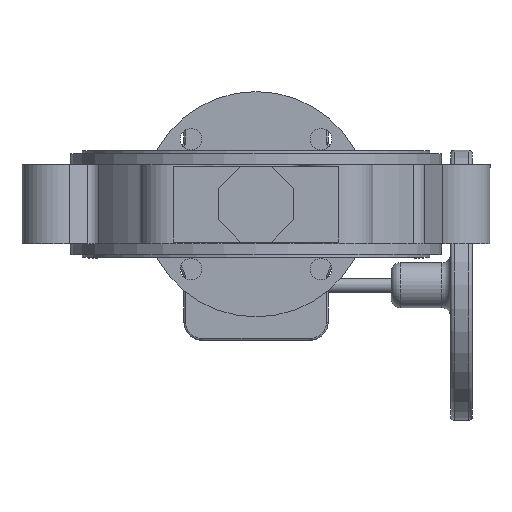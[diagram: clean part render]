
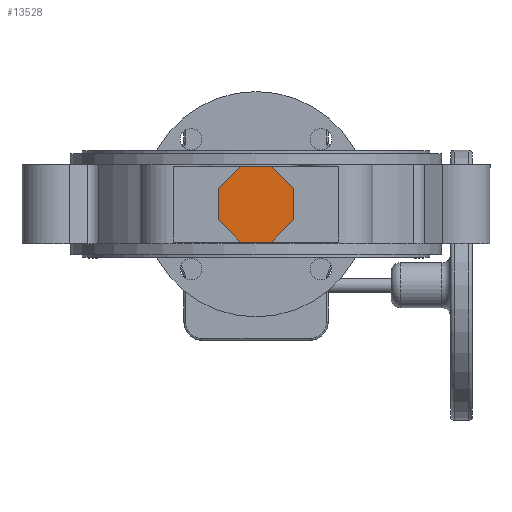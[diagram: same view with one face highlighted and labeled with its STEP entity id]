
A CAD part, front view. The second image highlights one B-rep face of the part: STEP entity #13528.
In plain terms, the highlighted planar face has unit normal (0, -1, 0).
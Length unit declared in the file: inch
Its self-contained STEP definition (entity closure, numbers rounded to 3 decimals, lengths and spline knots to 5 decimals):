
#4 = ORIENTED_EDGE ( 'NONE', *, *, #379, .T. ) ;
#190 = EDGE_CURVE ( 'NONE', #4049, #16217, #4197, .T. ) ;
#379 = EDGE_CURVE ( 'NONE', #20702, #12882, #8545, .T. ) ;
#644 = CARTESIAN_POINT ( 'NONE',  ( 0.71112, -0.52655, 7.01963 ) ) ;
#979 = CARTESIAN_POINT ( 'NONE',  ( 1.19543, -0.52655, 7.50394 ) ) ;
#1359 = LINE ( 'NONE', #16126, #3253 ) ;
#1882 = EDGE_CURVE ( 'NONE', #6651, #20702, #4705, .T. ) ;
#2125 = VECTOR ( 'NONE', #2371, 39.37008 ) ;
#2371 = DIRECTION ( 'NONE',  ( 0.707, 0., -0.707 ) ) ;
#2911 = DIRECTION ( 'NONE',  ( 0., 0., -1. ) ) ;
#2929 = DIRECTION ( 'NONE',  ( 0., 0., 1. ) ) ;
#3253 = VECTOR ( 'NONE', #2929, 39.37008 ) ;
#3321 = LINE ( 'NONE', #9103, #5787 ) ;
#4049 = VERTEX_POINT ( 'NONE', #9603 ) ;
#4124 = CARTESIAN_POINT ( 'NONE',  ( 1.88035, -0.52655, 5.85039 ) ) ;
#4197 = LINE ( 'NONE', #14042, #2125 ) ;
#4358 = LINE ( 'NONE', #4124, #16387 ) ;
#4705 = LINE ( 'NONE', #23304, #6893 ) ;
#5097 = CARTESIAN_POINT ( 'NONE',  ( 0.71112, -0.52655, 6.33471 ) ) ;
#5278 = DIRECTION ( 'NONE',  ( 0.707, 0., 0.707 ) ) ;
#5576 = EDGE_CURVE ( 'NONE', #9143, #4049, #16102, .T. ) ;
#5787 = VECTOR ( 'NONE', #5278, 39.37008 ) ;
#5870 = VECTOR ( 'NONE', #16459, 39.37008 ) ;
#6190 = VERTEX_POINT ( 'NONE', #15203 ) ;
#6651 = VERTEX_POINT ( 'NONE', #15396 ) ;
#6893 = VECTOR ( 'NONE', #19477, 39.37008 ) ;
#7459 = AXIS2_PLACEMENT_3D ( 'NONE', #19165, #19513, #11773 ) ;
#7703 = VECTOR ( 'NONE', #2911, 39.37008 ) ;
#8423 = DIRECTION ( 'NONE',  ( -1., 0., 0. ) ) ;
#8510 = CARTESIAN_POINT ( 'NONE',  ( 1.19543, -0.52655, 5.85039 ) ) ;
#8545 = LINE ( 'NONE', #979, #13933 ) ;
#8546 = ORIENTED_EDGE ( 'NONE', *, *, #18036, .T. ) ;
#9035 = ORIENTED_EDGE ( 'NONE', *, *, #17033, .T. ) ;
#9103 = CARTESIAN_POINT ( 'NONE',  ( 2.36466, -0.52655, 6.33471 ) ) ;
#9143 = VERTEX_POINT ( 'NONE', #644 ) ;
#9451 = ORIENTED_EDGE ( 'NONE', *, *, #5576, .T. ) ;
#9603 = CARTESIAN_POINT ( 'NONE',  ( 0.71112, -0.52655, 6.33471 ) ) ;
#10192 = ORIENTED_EDGE ( 'NONE', *, *, #1882, .T. ) ;
#10409 = LINE ( 'NONE', #21716, #5870 ) ;
#10916 = EDGE_CURVE ( 'NONE', #6190, #15697, #3321, .T. ) ;
#11067 = CARTESIAN_POINT ( 'NONE',  ( 2.36466, -0.52655, 6.33471 ) ) ;
#11464 = EDGE_LOOP ( 'NONE', ( #10192, #4, #9035, #9451, #15069, #8546, #19091, #23129 ) ) ;
#11623 = DIRECTION ( 'NONE',  ( 1., 0., 0. ) ) ;
#11773 = DIRECTION ( 'NONE',  ( 0., 0., 1. ) ) ;
#12882 = VERTEX_POINT ( 'NONE', #23900 ) ;
#13398 = PLANE ( 'NONE',  #7459 ) ;
#13528 = ADVANCED_FACE ( 'NONE', ( #20404 ), #13398, .F. ) ;
#13933 = VECTOR ( 'NONE', #8423, 39.37008 ) ;
#14042 = CARTESIAN_POINT ( 'NONE',  ( 1.19543, -0.52655, 5.85039 ) ) ;
#15069 = ORIENTED_EDGE ( 'NONE', *, *, #190, .T. ) ;
#15203 = CARTESIAN_POINT ( 'NONE',  ( 1.88035, -0.52655, 5.85039 ) ) ;
#15396 = CARTESIAN_POINT ( 'NONE',  ( 2.36466, -0.52655, 7.01963 ) ) ;
#15697 = VERTEX_POINT ( 'NONE', #11067 ) ;
#16102 = LINE ( 'NONE', #5097, #7703 ) ;
#16126 = CARTESIAN_POINT ( 'NONE',  ( 2.36466, -0.52655, 7.01963 ) ) ;
#16217 = VERTEX_POINT ( 'NONE', #8510 ) ;
#16387 = VECTOR ( 'NONE', #11623, 39.37008 ) ;
#16459 = DIRECTION ( 'NONE',  ( -0.707, 0., -0.707 ) ) ;
#17033 = EDGE_CURVE ( 'NONE', #12882, #9143, #10409, .T. ) ;
#18036 = EDGE_CURVE ( 'NONE', #16217, #6190, #4358, .T. ) ;
#18396 = CARTESIAN_POINT ( 'NONE',  ( 1.88035, -0.52655, 7.50394 ) ) ;
#19091 = ORIENTED_EDGE ( 'NONE', *, *, #10916, .T. ) ;
#19165 = CARTESIAN_POINT ( 'NONE',  ( 1.53789, -0.52655, 6.67717 ) ) ;
#19477 = DIRECTION ( 'NONE',  ( -0.707, 0., 0.707 ) ) ;
#19513 = DIRECTION ( 'NONE',  ( 0., 1., 0. ) ) ;
#20404 = FACE_OUTER_BOUND ( 'NONE', #11464, .T. ) ;
#20702 = VERTEX_POINT ( 'NONE', #18396 ) ;
#21716 = CARTESIAN_POINT ( 'NONE',  ( 0.71112, -0.52655, 7.01963 ) ) ;
#22506 = EDGE_CURVE ( 'NONE', #15697, #6651, #1359, .T. ) ;
#23129 = ORIENTED_EDGE ( 'NONE', *, *, #22506, .T. ) ;
#23304 = CARTESIAN_POINT ( 'NONE',  ( 1.88035, -0.52655, 7.50394 ) ) ;
#23900 = CARTESIAN_POINT ( 'NONE',  ( 1.19543, -0.52655, 7.50394 ) ) ;
